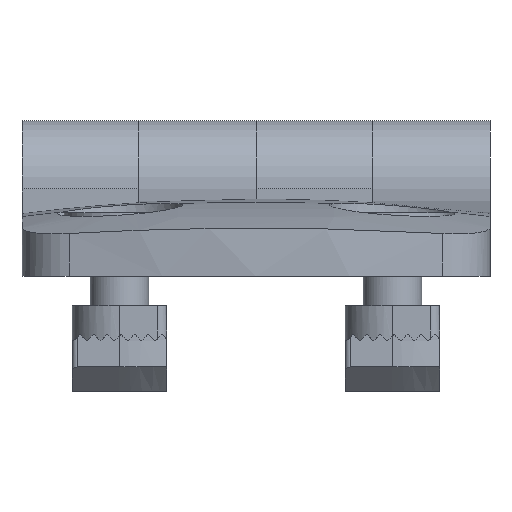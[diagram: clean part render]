
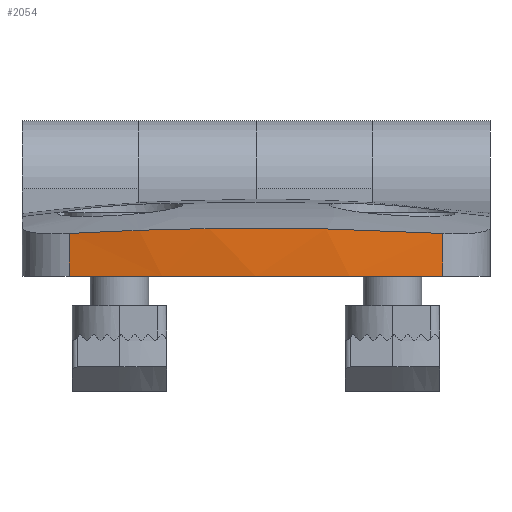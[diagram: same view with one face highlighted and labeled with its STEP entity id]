
A CAD part, front view. The second image highlights one B-rep face of the part: STEP entity #2054.
In plain terms, the highlighted cylindrical face has radius 100 mm (diameter 200 mm), a partial arc.
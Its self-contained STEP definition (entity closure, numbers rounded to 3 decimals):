
#2054=ADVANCED_FACE('',(#2342),#2343,.T.);
#2342=FACE_OUTER_BOUND('',#2708,.T.);
#2343=CYLINDRICAL_SURFACE('',#2709,100.0);
#2708=EDGE_LOOP('',(#3730,#3731,#3732,#3733));
#2709=AXIS2_PLACEMENT_3D('',#3734,#3735,#3736);
#3730=ORIENTED_EDGE('',*,*,#4171,.F.);
#3731=ORIENTED_EDGE('',*,*,#4187,.T.);
#3732=ORIENTED_EDGE('',*,*,#4165,.T.);
#3733=ORIENTED_EDGE('',*,*,#4213,.F.);
#3734=CARTESIAN_POINT('',(-61.5,15.0,0.));
#3735=DIRECTION('',(0.0,-1.0,0.0));
#3736=DIRECTION('',(0.0,0.0,-1.0));
#4165=EDGE_CURVE('',#4729,#4730,#4731,.T.);
#4171=EDGE_CURVE('',#4740,#4742,#4743,.T.);
#4187=EDGE_CURVE('',#4740,#4729,#4766,.T.);
#4213=EDGE_CURVE('',#4742,#4730,#4811,.F.);
#4729=VERTEX_POINT('',#5723);
#4730=VERTEX_POINT('',#5724);
#4731=LINE('',#5725,#5726);
#4740=VERTEX_POINT('',#5754);
#4742=VERTEX_POINT('',#5767);
#4743=LINE('',#5768,#5769);
#4766=B_SPLINE_CURVE_WITH_KNOTS('',3,(#5894,#5895,#5896,#5897,#5898,#5899,#5900,#5901,#5902,#5903,#5904,#5905),.UNSPECIFIED.,.F.,.F.,(4,2,2,2,2,4),(0.,0.01,0.019,0.029,0.034,0.038),.UNSPECIFIED.);
#4811=CIRCLE('',#5972,100.0);
#5723=CARTESIAN_POINT('',(36.649,-4.565,19.149));
#5724=CARTESIAN_POINT('',(36.649,-8.961,19.149));
#5725=CARTESIAN_POINT('',(36.649,15.0,19.149));
#5726=VECTOR('',#6500,1.0);
#5754=CARTESIAN_POINT('',(36.649,-4.565,-19.149));
#5767=CARTESIAN_POINT('',(36.649,-8.961,-19.149));
#5768=CARTESIAN_POINT('',(36.649,15.0,-19.149));
#5769=VECTOR('',#6506,1.0);
#5894=CARTESIAN_POINT('',(36.649,-4.565,-19.149));
#5895=CARTESIAN_POINT('',(37.269,-4.384,-15.975));
#5896=CARTESIAN_POINT('',(37.73,-4.252,-12.795));
#5897=CARTESIAN_POINT('',(38.345,-4.077,-6.426));
#5898=CARTESIAN_POINT('',(38.499,-4.033,-3.237));
#5899=CARTESIAN_POINT('',(38.501,-4.033,3.153));
#5900=CARTESIAN_POINT('',(38.35,-4.075,6.353));
#5901=CARTESIAN_POINT('',(37.888,-4.206,11.16));
#5902=CARTESIAN_POINT('',(37.695,-4.262,12.766));
#5903=CARTESIAN_POINT('',(37.23,-4.396,15.968));
#5904=CARTESIAN_POINT('',(36.959,-4.474,17.562));
#5905=CARTESIAN_POINT('',(36.649,-4.565,19.149));
#5972=AXIS2_PLACEMENT_3D('',#6566,#6567,#6568);
#6500=DIRECTION('',(0.0,-1.0,0.0));
#6506=DIRECTION('',(0.0,-1.0,0.0));
#6566=CARTESIAN_POINT('',(-61.5,-8.961,0.));
#6567=DIRECTION('',(0.0,1.0,0.0));
#6568=DIRECTION('',(0.0,0.0,1.0));
